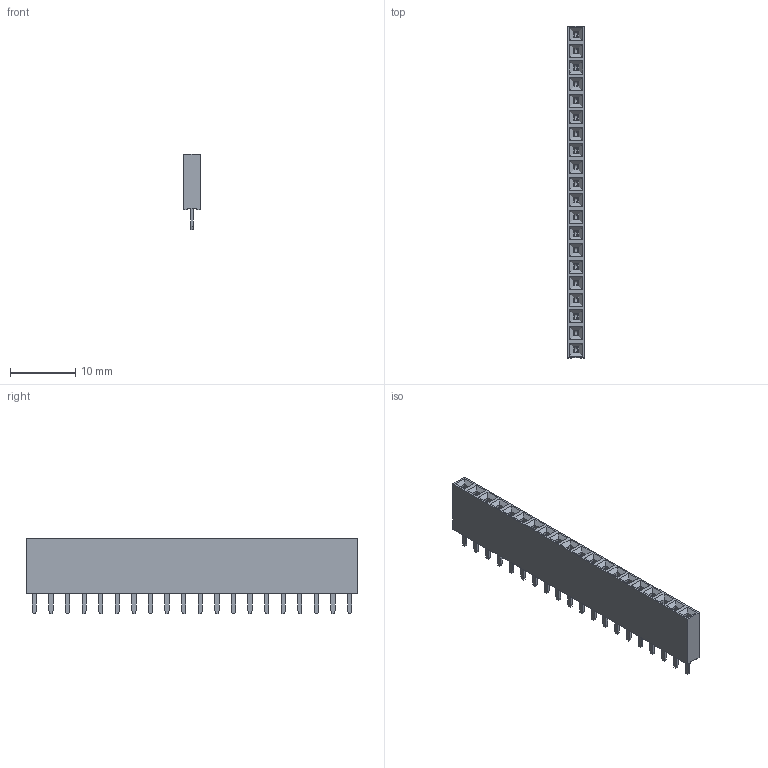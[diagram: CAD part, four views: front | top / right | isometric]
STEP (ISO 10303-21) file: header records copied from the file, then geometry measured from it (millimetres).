
FILE_DESCRIPTION(('FreeCAD Model'),'2;1');
FILE_NAME('Open CASCADE Shape Model','2023-05-12T03:17:41',( 'kicad StepUp'),('ksu MCAD'),'Open CASCADE STEP processor 7.6', 'FreeCAD','Unknown');
FILE_SCHEMA(('AUTOMOTIVE_DESIGN { 1 0 10303 214 1 1 1 1 }'));
Length unit declared in the file: millimetre
Products named in the file (22): Female_Header_1x20_P2.54_H8.5_straight; Pin_One019; Epoxy_Body019; Body222; Body223; Body224; Body225; Body226; Body227; Body228; Body229; Body230; Body219; Body231; Body232; Body233; Body234; Body235; Body236; Body237; Body238; Body239
Assembly tree (21 placements, depth 2):
  Female_Header_1x20_P2.54_H8.5_straight
    Pin_One019
    Epoxy_Body019
    Body222
    Body223
    Body224
    Body225
    Body226
    Body227
    Body228
    Body229
    Body230
    Body219
    Body231
    Body232
    Body233
    Body234
    Body235
    Body236
    Body237
    Body238
    Body239
Bounding box: 2.5 x 50.8 x 11.5 mm (x, y, z)
Volume: 934.2 mm3; surface area: 2722 mm2
Topology: 21 solids, 21 shells, 812 faces, 2270 edges, 1500 vertices
Faces by surface type: plane 590, cylinder 142, bspline 80
Entity records: 26359 total; most frequent: CARTESIAN_POINT 4924, ORIENTED_EDGE 4540, DIRECTION 4022, EDGE_CURVE 2270, LINE 1866, VECTOR 1866, VERTEX_POINT 1500, AXIS2_PLACEMENT_3D 1078
